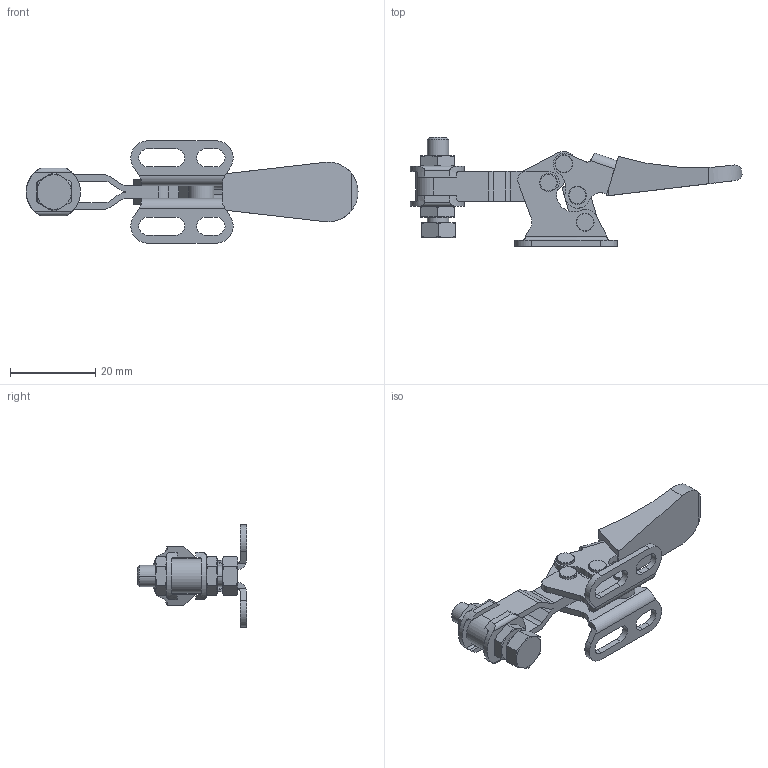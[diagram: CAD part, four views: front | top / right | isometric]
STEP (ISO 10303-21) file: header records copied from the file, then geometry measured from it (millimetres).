
FILE_DESCRIPTION( ( '' ), '1' );
FILE_NAME( 'h50_2bss_2_03.stp', '2006-11-29T10:28:16', ( '' ), ( '' ), ' ', ' ', ' ' );
FILE_SCHEMA( ( 'CONFIG_CONTROL_DESIGN' ) );
Length unit declared in the file: millimetre
Products named in the file (8): 1; 2; 3; 4; 5; 6; 7; 8
Bounding box: 77.89 x 25.6 x 24 mm (x, y, z)
Volume: 5422.3 mm3; surface area: 6664.2 mm2
Topology: 8 solids, 8 shells, 310 faces, 797 edges, 524 vertices
Faces by surface type: cylinder 129, plane 127, cone 38, torus 16
Entity records: 10120 total; most frequent: CARTESIAN_POINT 2095, DIRECTION 1675, ORIENTED_EDGE 1594, EDGE_CURVE 797, AXIS2_PLACEMENT_3D 659, VERTEX_POINT 524, EDGE_LOOP 359, LINE 357
